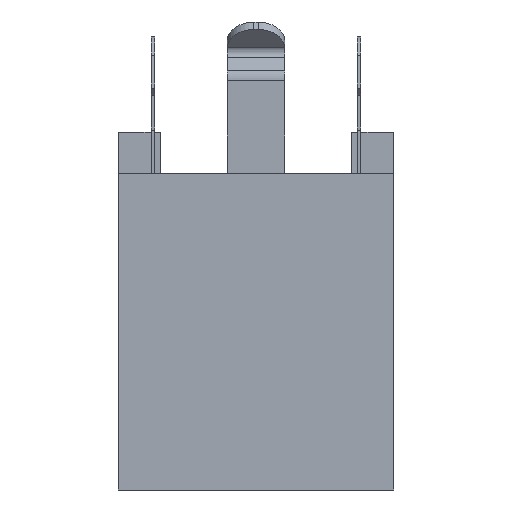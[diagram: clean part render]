
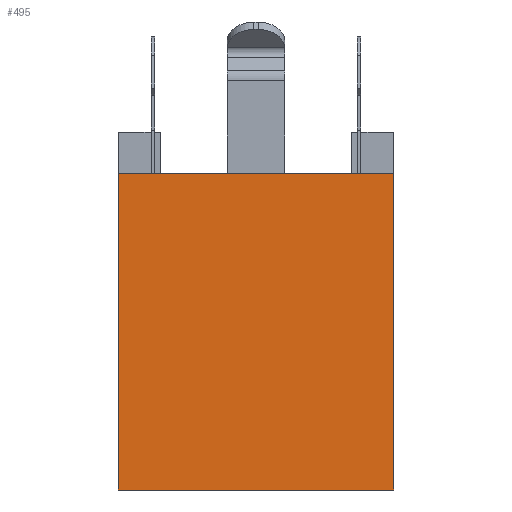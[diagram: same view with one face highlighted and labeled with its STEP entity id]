
A CAD part, front view. The second image highlights one B-rep face of the part: STEP entity #495.
In plain terms, the highlighted planar face has unit normal (0, -1, 0).
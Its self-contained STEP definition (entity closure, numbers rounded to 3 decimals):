
#181=VERTEX_POINT('',#182);
#182=CARTESIAN_POINT('',(5.,-5.004,5.766));
#188=EDGE_CURVE('',#181,#189,#191,.T.);
#189=VERTEX_POINT('',#190);
#190=CARTESIAN_POINT('',(5.,-5.004,-5.74));
#191=LINE('',#192,#193);
#192=CARTESIAN_POINT('',(5.,-5.004,0.013));
#193=VECTOR('',#194,1.0);
#194=DIRECTION('',(0.0,0.0,-1.0));
#219=VERTEX_POINT('',#220);
#220=CARTESIAN_POINT('',(-5.,-5.004,-5.74));
#228=EDGE_CURVE('',#189,#219,#229,.T.);
#229=LINE('',#230,#231);
#230=CARTESIAN_POINT('',(0.0,-5.004,-5.74));
#231=VECTOR('',#232,1.0);
#232=DIRECTION('',(-1.0,0.0,0.0));
#242=EDGE_CURVE('',#219,#243,#245,.T.);
#243=VERTEX_POINT('',#244);
#244=CARTESIAN_POINT('',(-5.,-5.004,5.766));
#245=LINE('',#246,#247);
#246=CARTESIAN_POINT('',(-5.,-5.004,0.762));
#247=VECTOR('',#248,1.0);
#248=DIRECTION('',(0.0,0.0,1.0));
#331=EDGE_CURVE('',#243,#181,#332,.T.);
#332=LINE('',#333,#334);
#333=CARTESIAN_POINT('',(0.0,-5.004,5.766));
#334=VECTOR('',#335,1.0);
#335=DIRECTION('',(1.0,0.0,0.0));
#495=ADVANCED_FACE('',(#496),#502,.F.);
#496=FACE_BOUND('',#497,.T.);
#497=EDGE_LOOP('',(#498,#499,#500,#501));
#498=ORIENTED_EDGE('',*,*,#331,.F.);
#499=ORIENTED_EDGE('',*,*,#242,.F.);
#500=ORIENTED_EDGE('',*,*,#228,.F.);
#501=ORIENTED_EDGE('',*,*,#188,.F.);
#502=PLANE('',#503);
#503=AXIS2_PLACEMENT_3D('',#504,#505,#506);
#504=CARTESIAN_POINT('',(-5.2,-5.004,5.996));
#505=DIRECTION('',(0.0,1.0,0.0));
#506=DIRECTION('',(1.0,0.0,0.0));
